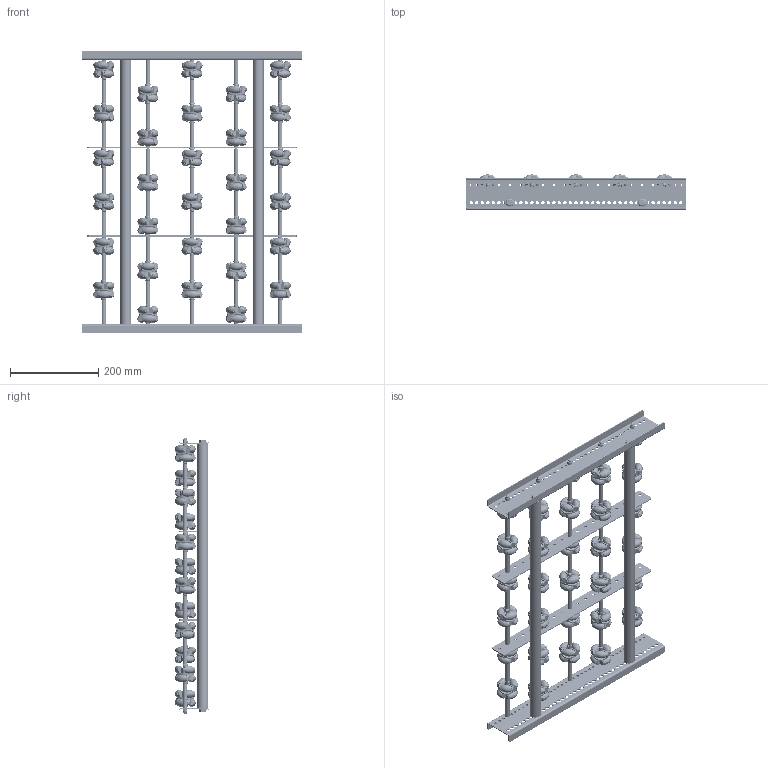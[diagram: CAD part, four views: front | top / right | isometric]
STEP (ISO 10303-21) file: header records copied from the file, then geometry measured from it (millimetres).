
FILE_DESCRIPTION (( 'STEP AP214' ), '1' );
FILE_NAME ('0051823.step', '2021-10-26T12:34:11', ( '' ), ( '' ), 'SwSTEP 2.0', 'SolidWorks 2020', '' );
FILE_SCHEMA (( 'AUTOMOTIVE_DESIGN' ));
Length unit declared in the file: millimetre
Products named in the file (14): AWR48_Röllchen; AWR48_Halter; 0051823; AWR48_Stift; S108767_Längstraverse-42x2,5-AWR_L500; 0027528_BUCHSE-HOHLNIETE ZU AWR48; 0019719_Gewindestange-M6_L=620; 0015028_AWR48; AWR-Achse-f黵-Konfiguration_L600; 0019730_Tragrollenrohr-Ø10x1,75KU_KFG_0019730_L=54; 0036819_SICHERUNGS-HUTMUTTER-DIN986-M6; Profil-RB-20x70x20x2_S100208_U-PROFIL-20-70-20-2-RB-L=500; Traversen_KFG_L600; S100994_Sperrzahnschraube_M08x16-8.8-A2K
Assembly tree (63 placements, depth 4):
  0051823
    Profil-RB-20x70x20x2_S100208_U-PROFIL-20-70-20-2-RB-L=500  x2
    AWR-Achse-f黵-Konfiguration_L600  x5
      0019719_Gewindestange-M6_L=620
      0015028_AWR48
        AWR48_Halter
        AWR48_Röllchen  x6
        AWR48_Stift  x6
      0019730_Tragrollenrohr-Ø10x1,75KU_KFG_0019730_L=54
      0027528_BUCHSE-HOHLNIETE ZU AWR48
    S100994_Sperrzahnschraube_M08x16-8.8-A2K  x4
    Traversen_KFG_L600  x2
    S108767_Längstraverse-42x2,5-AWR_L500  x2
    0036819_SICHERUNGS-HUTMUTTER-DIN986-M6  x10
Bounding box: 500 x 78.93 x 640 mm (x, y, z)
Volume: 1928771.1 mm3; surface area: 1380140.3 mm2
Topology: 509 solids, 509 shells, 9178 faces, 21212 edges, 13408 vertices
Faces by surface type: cylinder 3622, plane 3162, torus 1596, cone 778, sphere 20
Entity records: 18470 total; most frequent: CARTESIAN_POINT 4001, DIRECTION 3027, ORIENTED_EDGE 2638, EDGE_CURVE 1319, AXIS2_PLACEMENT_3D 1277, VERTEX_POINT 846, EDGE_LOOP 745, CIRCLE 702
